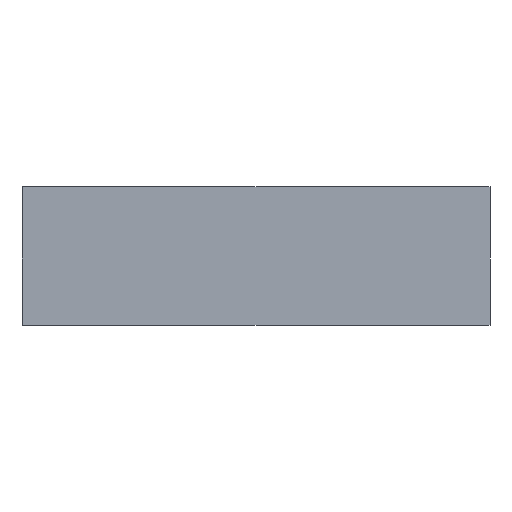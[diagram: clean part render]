
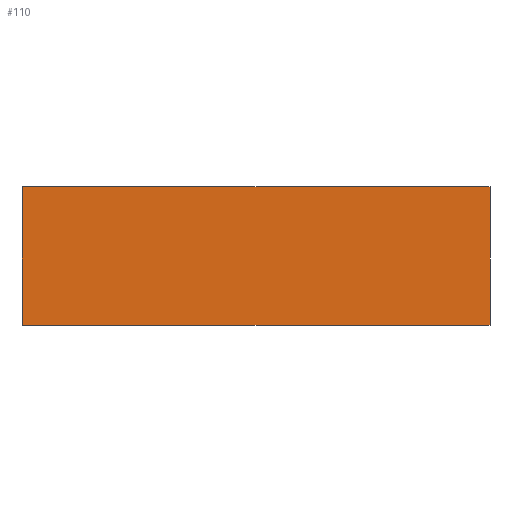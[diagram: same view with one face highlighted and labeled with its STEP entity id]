
A CAD part, top view. The second image highlights one B-rep face of the part: STEP entity #110.
In plain terms, the highlighted planar face has unit normal (0, 0, 1).
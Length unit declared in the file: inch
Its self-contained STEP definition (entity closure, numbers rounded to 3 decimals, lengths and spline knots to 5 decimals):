
#24=FACE_OUTER_BOUND('',#30,.T.);
#30=EDGE_LOOP('',(#95,#96,#97,#98));
#32=LINE('',#170,#44);
#38=LINE('',#182,#50);
#41=LINE('',#187,#53);
#42=LINE('',#189,#54);
#44=VECTOR('',#140,0.3937);
#50=VECTOR('',#148,0.3937);
#53=VECTOR('',#155,0.3937);
#54=VECTOR('',#158,0.3937);
#55=VERTEX_POINT('',#166);
#57=VERTEX_POINT('',#169);
#60=VERTEX_POINT('',#176);
#62=VERTEX_POINT('',#180);
#64=EDGE_CURVE('',#57,#55,#32,.T.);
#70=EDGE_CURVE('',#60,#62,#38,.T.);
#73=EDGE_CURVE('',#62,#57,#41,.T.);
#74=EDGE_CURVE('',#55,#60,#42,.T.);
#95=ORIENTED_EDGE('',*,*,#74,.T.);
#96=ORIENTED_EDGE('',*,*,#70,.T.);
#97=ORIENTED_EDGE('',*,*,#73,.T.);
#98=ORIENTED_EDGE('',*,*,#64,.T.);
#104=PLANE('',#131);
#110=ADVANCED_FACE('',(#24),#104,.T.);
#131=AXIS2_PLACEMENT_3D('',#190,#159,#160);
#140=DIRECTION('',(0.,-1.,0.));
#148=DIRECTION('',(0.,1.,0.));
#155=DIRECTION('',(-1.,0.,0.));
#158=DIRECTION('',(1.,0.,0.));
#159=DIRECTION('center_axis',(0.,0.,1.));
#160=DIRECTION('ref_axis',(1.,0.,0.));
#166=CARTESIAN_POINT('',(-1.6605,-0.49213,0.46));
#169=CARTESIAN_POINT('',(-1.6605,0.49213,0.46));
#170=CARTESIAN_POINT('',(-1.6605,-0.49213,0.46));
#176=CARTESIAN_POINT('',(1.6605,-0.49213,0.46));
#180=CARTESIAN_POINT('',(1.6605,0.49213,0.46));
#182=CARTESIAN_POINT('',(1.6605,0.49213,0.46));
#187=CARTESIAN_POINT('',(-1.6605,0.49213,0.46));
#189=CARTESIAN_POINT('',(1.6605,-0.49213,0.46));
#190=CARTESIAN_POINT('Origin',(0.,0.,0.46));
